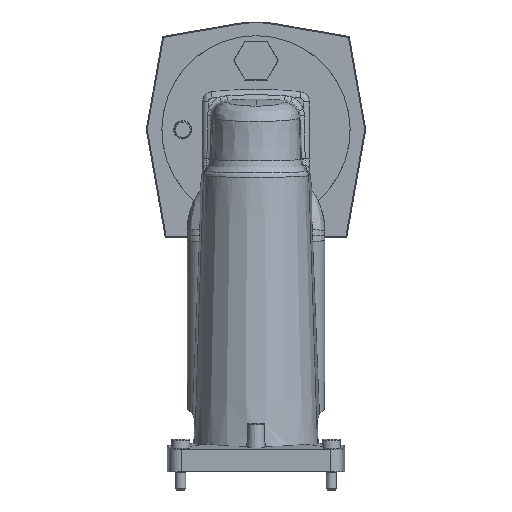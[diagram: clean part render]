
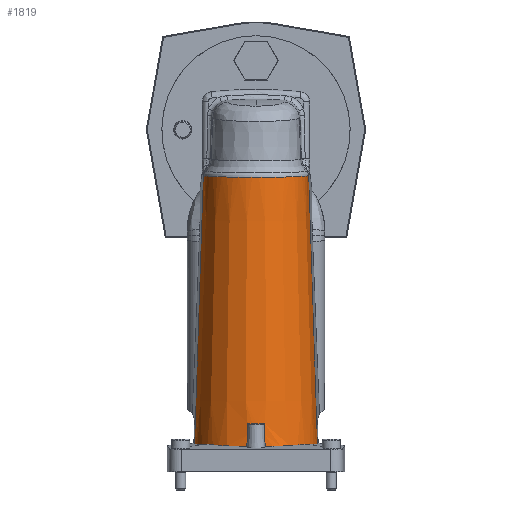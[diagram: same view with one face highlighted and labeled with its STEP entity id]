
A CAD part, front view. The second image highlights one B-rep face of the part: STEP entity #1819.
In plain terms, the highlighted conical face has half-angle 1.86 degrees and reference radius 30.25 mm.
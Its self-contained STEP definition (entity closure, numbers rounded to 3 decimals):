
#1029=(
BOUNDED_CURVE()
B_SPLINE_CURVE(1,(#12604,#12605,#12606),.UNSPECIFIED.,.F.,.F.)
B_SPLINE_CURVE_WITH_KNOTS((2,1,2),(0.,0.568,1.),
 .UNSPECIFIED.)
CURVE()
GEOMETRIC_REPRESENTATION_ITEM()
RATIONAL_B_SPLINE_CURVE((1.045,1.045,1.045))
REPRESENTATION_ITEM('')
);
#1031=CONICAL_SURFACE('',#9248,30.25,1.86);
#1186=ELLIPSE('',#9183,5281.652,67.868);
#1187=ELLIPSE('',#9185,5281.652,67.868);
#1201=ELLIPSE('',#9218,30.178,30.03);
#1203=ELLIPSE('',#9220,30.178,30.03);
#1206=ELLIPSE('',#9230,30.134,30.001);
#1208=ELLIPSE('',#9233,30.134,30.001);
#1213=ELLIPSE('',#9247,29.788,29.674);
#1276=FACE_OUTER_BOUND('',#2656,.T.);
#1655=B_SPLINE_CURVE_WITH_KNOTS('',3,(#12620,#12621,#12622,#12623,#12624,
#12625,#12626,#12627,#12628,#12629,#12630,#12631,#12632,#12633),
 .UNSPECIFIED.,.F.,.F.,(4,2,2,2,2,2,4),(0.,0.125,0.25,0.375,0.5,0.75,1.),
 .UNSPECIFIED.);
#1819=ADVANCED_FACE('',(#1276),#1031,.T.);
#2656=EDGE_LOOP('',(#3669,#3670,#3671,#3672,#3673,#3674,#3675,#3676,#3677,
#3678));
#3669=ORIENTED_EDGE('',*,*,#6453,.F.);
#3670=ORIENTED_EDGE('',*,*,#6437,.F.);
#3671=ORIENTED_EDGE('',*,*,#6365,.F.);
#3672=ORIENTED_EDGE('',*,*,#6481,.F.);
#3673=ORIENTED_EDGE('',*,*,#6363,.F.);
#3674=ORIENTED_EDGE('',*,*,#6435,.F.);
#3675=ORIENTED_EDGE('',*,*,#6451,.F.);
#3676=ORIENTED_EDGE('',*,*,#6385,.T.);
#3677=ORIENTED_EDGE('',*,*,#6482,.T.);
#3678=ORIENTED_EDGE('',*,*,#6476,.F.);
#5631=VERTEX_POINT('',#12196);
#5632=VERTEX_POINT('',#12198);
#5633=VERTEX_POINT('',#12202);
#5634=VERTEX_POINT('',#12203);
#5652=VERTEX_POINT('',#12252);
#5653=VERTEX_POINT('',#12254);
#5684=VERTEX_POINT('',#12403);
#5685=VERTEX_POINT('',#12407);
#5690=VERTEX_POINT('',#12483);
#5703=VERTEX_POINT('',#12607);
#6363=EDGE_CURVE('',#5631,#5632,#1186,.T.);
#6365=EDGE_CURVE('',#5633,#5634,#1187,.T.);
#6385=EDGE_CURVE('',#5653,#5652,#7582,.T.);
#6435=EDGE_CURVE('',#5684,#5631,#1201,.T.);
#6437=EDGE_CURVE('',#5634,#5685,#1203,.T.);
#6451=EDGE_CURVE('',#5653,#5684,#1206,.T.);
#6453=EDGE_CURVE('',#5685,#5690,#1208,.T.);
#6476=EDGE_CURVE('',#5690,#5703,#1029,.T.);
#6481=EDGE_CURVE('',#5632,#5633,#1213,.T.);
#6482=EDGE_CURVE('',#5652,#5703,#1655,.T.);
#7582=LINE('',#12253,#8293);
#8293=VECTOR('',#10059,1.);
#9183=AXIS2_PLACEMENT_3D('',#12197,#10029,#10030);
#9185=AXIS2_PLACEMENT_3D('',#12201,#10034,#10035);
#9218=AXIS2_PLACEMENT_3D('',#12404,#10144,#10145);
#9220=AXIS2_PLACEMENT_3D('',#12406,#10148,#10149);
#9230=AXIS2_PLACEMENT_3D('',#12479,#10172,#10173);
#9233=AXIS2_PLACEMENT_3D('',#12482,#10178,#10179);
#9247=AXIS2_PLACEMENT_3D('',#12619,#10213,#10214);
#9248=AXIS2_PLACEMENT_3D('',#12634,#10215,#10216);
#10029=DIRECTION('',(-0.999,0.035,-0.035));
#10030=DIRECTION('',(0.035,-0.001,-0.999));
#10034=DIRECTION('',(0.999,0.035,-0.035));
#10035=DIRECTION('',(-0.035,-0.001,-0.999));
#10059=DIRECTION('',(-0.032,0.001,0.999));
#10144=DIRECTION('',(0.,0.099,-0.995));
#10145=DIRECTION('',(0.,-0.995,-0.099));
#10148=DIRECTION('',(0.,0.099,-0.995));
#10149=DIRECTION('',(0.,-0.995,-0.099));
#10172=DIRECTION('',(-0.087,0.035,-0.996));
#10173=DIRECTION('',(0.924,-0.37,-0.094));
#10178=DIRECTION('',(0.087,0.035,-0.996));
#10179=DIRECTION('',(-0.924,-0.37,-0.094));
#10213=DIRECTION('',(0.,0.087,-0.996));
#10214=DIRECTION('',(0.,-0.996,-0.087));
#10215=DIRECTION('',(0.,0.,-1.));
#10216=DIRECTION('',(-1.,0.,0.));
#12196=CARTESIAN_POINT('',(4.488,-29.79,12.313));
#12197=CARTESIAN_POINT('',(171.273,-5.985,-4737.072));
#12198=CARTESIAN_POINT('',(4.103,-29.474,23.658));
#12201=CARTESIAN_POINT('',(-171.273,-5.985,-4737.072));
#12202=CARTESIAN_POINT('',(-4.103,-29.474,23.658));
#12203=CARTESIAN_POINT('',(-4.488,-29.79,12.313));
#12252=CARTESIAN_POINT('',(25.793,-0.901,145.294));
#12253=CARTESIAN_POINT('',(28.536,-0.997,60.75));
#12254=CARTESIAN_POINT('',(30.069,-1.05,13.518));
#12403=CARTESIAN_POINT('',(23.88,-18.306,13.454));
#12404=CARTESIAN_POINT('',(0.,-0.097,15.264));
#12406=CARTESIAN_POINT('',(0.,-0.097,15.264));
#12407=CARTESIAN_POINT('',(-23.88,-18.306,13.454));
#12479=CARTESIAN_POINT('',(0.085,-0.034,16.176));
#12482=CARTESIAN_POINT('',(-0.085,-0.034,16.176));
#12483=CARTESIAN_POINT('',(-30.069,-1.05,13.518));
#12604=CARTESIAN_POINT('',(-30.232,-1.056,8.5));
#12605=CARTESIAN_POINT('',(-26.841,-0.937,113.));
#12606=CARTESIAN_POINT('',(-24.259,-0.847,192.556));
#12607=CARTESIAN_POINT('',(-25.793,-0.901,145.294));
#12619=CARTESIAN_POINT('',(0.,-0.084,26.23));
#12620=CARTESIAN_POINT('',(25.793,-0.901,145.294));
#12621=CARTESIAN_POINT('',(25.68,-4.233,145.191));
#12622=CARTESIAN_POINT('',(24.913,-7.523,145.089));
#12623=CARTESIAN_POINT('',(22.238,-13.529,144.904));
#12624=CARTESIAN_POINT('',(20.296,-16.303,144.818));
#12625=CARTESIAN_POINT('',(15.565,-20.872,144.677));
#12626=CARTESIAN_POINT('',(12.732,-22.715,144.62));
#12627=CARTESIAN_POINT('',(6.619,-25.187,144.544));
#12628=CARTESIAN_POINT('',(3.319,-25.833,144.524));
#12629=CARTESIAN_POINT('',(-6.618,-25.835,144.524));
#12630=CARTESIAN_POINT('',(-13.171,-23.187,144.606));
#12631=CARTESIAN_POINT('',(-22.697,-13.981,144.89));
#12632=CARTESIAN_POINT('',(-25.567,-7.564,145.088));
#12633=CARTESIAN_POINT('',(-25.793,-0.901,145.294));
#12634=CARTESIAN_POINT('',(0.,0.,8.5));
